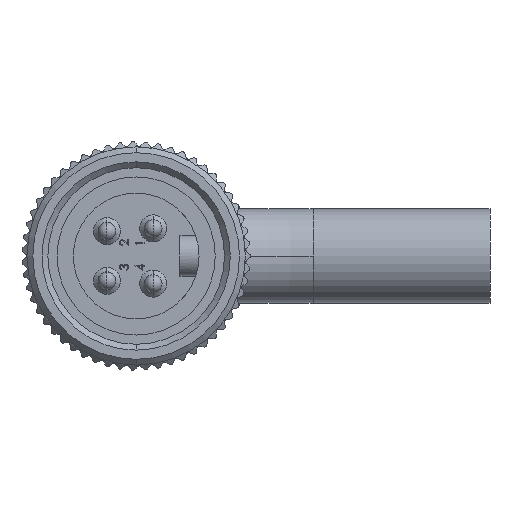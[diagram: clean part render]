
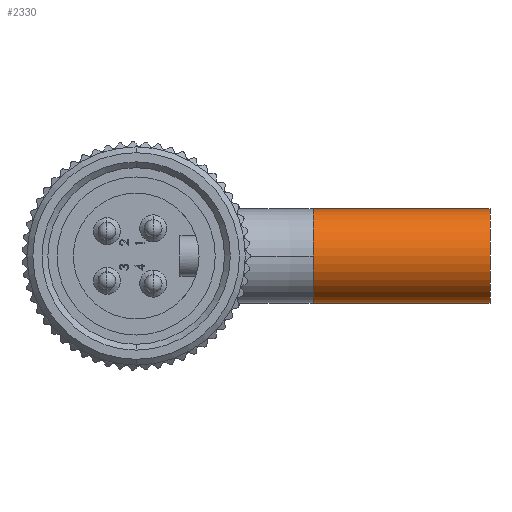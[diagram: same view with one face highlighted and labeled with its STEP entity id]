
A CAD part, left-side view. The second image highlights one B-rep face of the part: STEP entity #2330.
In plain terms, the highlighted cylindrical face has radius 5.335 mm (diameter 10.67 mm), a partial arc.
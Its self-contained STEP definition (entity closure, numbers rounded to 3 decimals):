
#589 = DIRECTION ( 'NONE',  ( 0., -1., 0. ) ) ;
#1816 = AXIS2_PLACEMENT_3D ( 'NONE', #14995, #5098, #16584 ) ;
#2330 = ADVANCED_FACE ( 'NONE', ( #19450 ), #11033, .T. ) ;
#3080 = VERTEX_POINT ( 'NONE', #4140 ) ;
#3280 = EDGE_CURVE ( 'NONE', #14888, #15648, #21188, .T. ) ;
#3383 = CARTESIAN_POINT ( 'NONE',  ( 72.195, -20., 0. ) ) ;
#3888 = CARTESIAN_POINT ( 'NONE',  ( 72.195, -20., 0. ) ) ;
#3962 = DIRECTION ( 'NONE',  ( 0., 0., -1. ) ) ;
#4140 = CARTESIAN_POINT ( 'NONE',  ( 72.195, -40., -5.335 ) ) ;
#5081 = DIRECTION ( 'NONE',  ( 0., 0., -1. ) ) ;
#5098 = DIRECTION ( 'NONE',  ( 0., -1., 0. ) ) ;
#6353 = CIRCLE ( 'NONE', #1816, 5.335 ) ;
#7422 = CARTESIAN_POINT ( 'NONE',  ( 72.195, -40., 5.335 ) ) ;
#7670 = ORIENTED_EDGE ( 'NONE', *, *, #11884, .F. ) ;
#7962 = EDGE_CURVE ( 'NONE', #14888, #16098, #6353, .T. ) ;
#8142 = CARTESIAN_POINT ( 'NONE',  ( 72.195, -20., 5.335 ) ) ;
#8481 = LINE ( 'NONE', #15714, #16076 ) ;
#9047 = DIRECTION ( 'NONE',  ( 0., -1., 0. ) ) ;
#9149 = AXIS2_PLACEMENT_3D ( 'NONE', #3888, #9047, #3962 ) ;
#9326 = DIRECTION ( 'NONE',  ( 0., -1., 0. ) ) ;
#9547 = AXIS2_PLACEMENT_3D ( 'NONE', #3383, #14980, #5081 ) ;
#10845 = CARTESIAN_POINT ( 'NONE',  ( 72.195, -40., 0. ) ) ;
#11033 = CYLINDRICAL_SURFACE ( 'NONE', #9149, 5.335 ) ;
#11308 = EDGE_LOOP ( 'NONE', ( #18229, #18444, #18036, #15373, #7670 ) ) ;
#11363 = CARTESIAN_POINT ( 'NONE',  ( 72.195, -20., 5.335 ) ) ;
#11368 = CIRCLE ( 'NONE', #9547, 5.335 ) ;
#11884 = EDGE_CURVE ( 'NONE', #15648, #3080, #13233, .T. ) ;
#12447 = DIRECTION ( 'NONE',  ( 0., 0., -1. ) ) ;
#13233 = CIRCLE ( 'NONE', #19265, 5.335 ) ;
#14888 = VERTEX_POINT ( 'NONE', #8142 ) ;
#14980 = DIRECTION ( 'NONE',  ( 0., -1., 0. ) ) ;
#14995 = CARTESIAN_POINT ( 'NONE',  ( 72.195, -20., 0. ) ) ;
#15373 = ORIENTED_EDGE ( 'NONE', *, *, #16572, .T. ) ;
#15648 = VERTEX_POINT ( 'NONE', #7422 ) ;
#15714 = CARTESIAN_POINT ( 'NONE',  ( 72.195, -20., -5.335 ) ) ;
#16076 = VECTOR ( 'NONE', #9326, 1000. ) ;
#16098 = VERTEX_POINT ( 'NONE', #20109 ) ;
#16572 = EDGE_CURVE ( 'NONE', #19982, #3080, #8481, .T. ) ;
#16584 = DIRECTION ( 'NONE',  ( 0., 0., -1. ) ) ;
#17456 = VECTOR ( 'NONE', #20838, 1000. ) ;
#18036 = ORIENTED_EDGE ( 'NONE', *, *, #19989, .T. ) ;
#18229 = ORIENTED_EDGE ( 'NONE', *, *, #3280, .F. ) ;
#18444 = ORIENTED_EDGE ( 'NONE', *, *, #7962, .T. ) ;
#19265 = AXIS2_PLACEMENT_3D ( 'NONE', #10845, #589, #12447 ) ;
#19450 = FACE_OUTER_BOUND ( 'NONE', #11308, .T. ) ;
#19719 = CARTESIAN_POINT ( 'NONE',  ( 72.195, -20., -5.335 ) ) ;
#19982 = VERTEX_POINT ( 'NONE', #19719 ) ;
#19989 = EDGE_CURVE ( 'NONE', #16098, #19982, #11368, .T. ) ;
#20109 = CARTESIAN_POINT ( 'NONE',  ( 66.86, -20., 0. ) ) ;
#20838 = DIRECTION ( 'NONE',  ( 0., -1., 0. ) ) ;
#21188 = LINE ( 'NONE', #11363, #17456 ) ;
